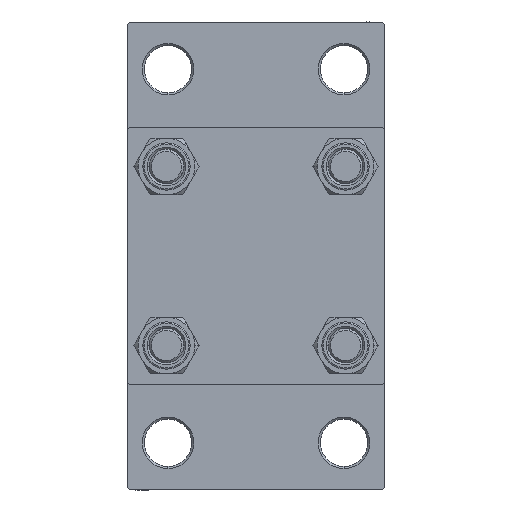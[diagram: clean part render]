
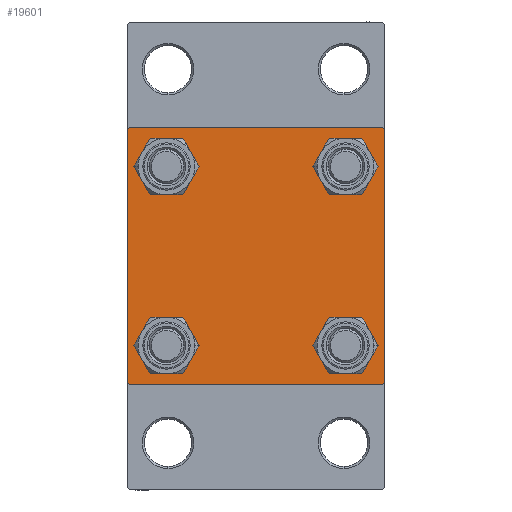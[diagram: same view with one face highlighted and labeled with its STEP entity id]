
A CAD part, left-side view. The second image highlights one B-rep face of the part: STEP entity #19601.
In plain terms, the highlighted planar face has unit normal (-1, 0, 0).
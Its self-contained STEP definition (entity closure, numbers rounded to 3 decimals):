
#302 = DIRECTION ( 'NONE',  ( 0., 0., 1. ) ) ;
#800 = FACE_OUTER_BOUND ( 'NONE', #38630, .T. ) ;
#946 = EDGE_LOOP ( 'NONE', ( #3451, #44840 ) ) ;
#1113 = AXIS2_PLACEMENT_3D ( 'NONE', #8192, #15873, #4822 ) ;
#1302 = EDGE_LOOP ( 'NONE', ( #46108, #21548 ) ) ;
#1766 = ORIENTED_EDGE ( 'NONE', *, *, #17059, .T. ) ;
#1843 = AXIS2_PLACEMENT_3D ( 'NONE', #36341, #10216, #35858 ) ;
#1980 = CARTESIAN_POINT ( 'NONE',  ( 0., 20.85, -25.35 ) ) ;
#2820 = CARTESIAN_POINT ( 'NONE',  ( 0., -20.85, 16.35 ) ) ;
#3451 = ORIENTED_EDGE ( 'NONE', *, *, #35882, .T. ) ;
#3703 = DIRECTION ( 'NONE',  ( 0., 0., 1. ) ) ;
#3942 = FACE_BOUND ( 'NONE', #18145, .T. ) ;
#4221 = EDGE_CURVE ( 'NONE', #24569, #29163, #37439, .T. ) ;
#4822 = DIRECTION ( 'NONE',  ( 0., 0., 1. ) ) ;
#4894 = CARTESIAN_POINT ( 'NONE',  ( 0., 20.85, -20.85 ) ) ;
#5044 = VERTEX_POINT ( 'NONE', #1980 ) ;
#5199 = AXIS2_PLACEMENT_3D ( 'NONE', #15113, #26124, #22529 ) ;
#6043 = DIRECTION ( 'NONE',  ( 0., 0., -1. ) ) ;
#7160 = CARTESIAN_POINT ( 'NONE',  ( 0., -29.75, -29.75 ) ) ;
#7285 = CARTESIAN_POINT ( 'NONE',  ( 0., -20.85, 20.85 ) ) ;
#8018 = DIRECTION ( 'NONE',  ( -1., 0., 0. ) ) ;
#8192 = CARTESIAN_POINT ( 'NONE',  ( 0., 20.85, -20.85 ) ) ;
#8275 = ORIENTED_EDGE ( 'NONE', *, *, #9668, .T. ) ;
#8453 = DIRECTION ( 'NONE',  ( 0., 0.707, -0.707 ) ) ;
#8922 = DIRECTION ( 'NONE',  ( 0., -0.707, -0.707 ) ) ;
#9668 = EDGE_CURVE ( 'NONE', #22031, #24569, #12548, .T. ) ;
#9774 = DIRECTION ( 'NONE',  ( 0., 0.707, 0.707 ) ) ;
#10216 = DIRECTION ( 'NONE',  ( 1., 0., 0. ) ) ;
#10910 = FACE_BOUND ( 'NONE', #946, .T. ) ;
#10926 = CARTESIAN_POINT ( 'NONE',  ( 0., 20.85, 16.35 ) ) ;
#10971 = CARTESIAN_POINT ( 'NONE',  ( 0., -20.85, 25.35 ) ) ;
#11656 = ORIENTED_EDGE ( 'NONE', *, *, #18083, .T. ) ;
#11900 = CARTESIAN_POINT ( 'NONE',  ( 0., 29.5, -30. ) ) ;
#12519 = CARTESIAN_POINT ( 'NONE',  ( 0., 29.75, -29.75 ) ) ;
#12528 = CARTESIAN_POINT ( 'NONE',  ( 0., -20.85, 20.85 ) ) ;
#12532 = VECTOR ( 'NONE', #8453, 1000. ) ;
#12548 = LINE ( 'NONE', #24257, #19197 ) ;
#12606 = CIRCLE ( 'NONE', #1113, 4.5 ) ;
#13297 = CARTESIAN_POINT ( 'NONE',  ( 0., -30., 29.5 ) ) ;
#14074 = CARTESIAN_POINT ( 'NONE',  ( 0., -29.75, 29.75 ) ) ;
#14125 = VECTOR ( 'NONE', #9774, 1000. ) ;
#14601 = EDGE_CURVE ( 'NONE', #42408, #37174, #36686, .T. ) ;
#14821 = CARTESIAN_POINT ( 'NONE',  ( 0., -29.5, -30. ) ) ;
#15113 = CARTESIAN_POINT ( 'NONE',  ( 0., 20.85, 20.85 ) ) ;
#15827 = EDGE_CURVE ( 'NONE', #42408, #22031, #26420, .T. ) ;
#15859 = EDGE_CURVE ( 'NONE', #35459, #34703, #32433, .T. ) ;
#15867 = CARTESIAN_POINT ( 'NONE',  ( 0., 30., -30. ) ) ;
#15873 = DIRECTION ( 'NONE',  ( 1., 0., 0. ) ) ;
#16361 = EDGE_CURVE ( 'NONE', #45992, #46537, #42885, .T. ) ;
#16665 = EDGE_CURVE ( 'NONE', #34408, #30982, #43971, .T. ) ;
#17059 = EDGE_CURVE ( 'NONE', #34703, #35459, #32469, .T. ) ;
#17739 = CARTESIAN_POINT ( 'NONE',  ( 0., 20.85, -16.35 ) ) ;
#17975 = LINE ( 'NONE', #36183, #24076 ) ;
#18083 = EDGE_CURVE ( 'NONE', #45754, #37174, #42607, .T. ) ;
#18145 = EDGE_LOOP ( 'NONE', ( #1766, #37303 ) ) ;
#18573 = FACE_BOUND ( 'NONE', #1302, .T. ) ;
#19111 = EDGE_CURVE ( 'NONE', #29163, #45992, #34307, .T. ) ;
#19197 = VECTOR ( 'NONE', #6043, 1000. ) ;
#19601 = ADVANCED_FACE ( 'NONE', ( #3942, #18573, #10910, #44222, #800 ), #33431, .T. ) ;
#21043 = AXIS2_PLACEMENT_3D ( 'NONE', #25509, #8018, #3703 ) ;
#21089 = EDGE_CURVE ( 'NONE', #45754, #46537, #17975, .T. ) ;
#21461 = CARTESIAN_POINT ( 'NONE',  ( 0., -20.85, -25.35 ) ) ;
#21548 = ORIENTED_EDGE ( 'NONE', *, *, #41945, .T. ) ;
#22031 = VERTEX_POINT ( 'NONE', #29287 ) ;
#22221 = VECTOR ( 'NONE', #8922, 1000. ) ;
#22419 = ORIENTED_EDGE ( 'NONE', *, *, #21089, .F. ) ;
#22529 = DIRECTION ( 'NONE',  ( 0., 0., 1. ) ) ;
#23493 = CARTESIAN_POINT ( 'NONE',  ( 0., 20.85, 25.35 ) ) ;
#23712 = ORIENTED_EDGE ( 'NONE', *, *, #15827, .T. ) ;
#23861 = ORIENTED_EDGE ( 'NONE', *, *, #14601, .F. ) ;
#24015 = VECTOR ( 'NONE', #45340, 1000. ) ;
#24076 = VECTOR ( 'NONE', #43132, 1000. ) ;
#24152 = CIRCLE ( 'NONE', #31038, 4.5 ) ;
#24257 = CARTESIAN_POINT ( 'NONE',  ( 0., 30., 30. ) ) ;
#24569 = VERTEX_POINT ( 'NONE', #27035 ) ;
#25127 = DIRECTION ( 'NONE',  ( 1., 0., 0. ) ) ;
#25206 = ORIENTED_EDGE ( 'NONE', *, *, #41407, .T. ) ;
#25509 = CARTESIAN_POINT ( 'NONE',  ( 0., 0., 0. ) ) ;
#25891 = DIRECTION ( 'NONE',  ( 0., -1., 0. ) ) ;
#26021 = EDGE_LOOP ( 'NONE', ( #45078, #25206 ) ) ;
#26124 = DIRECTION ( 'NONE',  ( 1., 0., 0. ) ) ;
#26173 = EDGE_CURVE ( 'NONE', #43290, #41864, #44228, .T. ) ;
#26420 = LINE ( 'NONE', #33626, #12532 ) ;
#27035 = CARTESIAN_POINT ( 'NONE',  ( 0., 30., -29.5 ) ) ;
#27091 = AXIS2_PLACEMENT_3D ( 'NONE', #7285, #29570, #302 ) ;
#28130 = AXIS2_PLACEMENT_3D ( 'NONE', #40396, #32977, #29614 ) ;
#28480 = CARTESIAN_POINT ( 'NONE',  ( 0., 29.5, 30. ) ) ;
#29163 = VERTEX_POINT ( 'NONE', #11900 ) ;
#29287 = CARTESIAN_POINT ( 'NONE',  ( 0., 30., 29.5 ) ) ;
#29307 = CARTESIAN_POINT ( 'NONE',  ( 0., -20.85, -16.35 ) ) ;
#29570 = DIRECTION ( 'NONE',  ( 1., 0., 0. ) ) ;
#29614 = DIRECTION ( 'NONE',  ( 0., 0., 1. ) ) ;
#30551 = DIRECTION ( 'NONE',  ( 1., 0., 0. ) ) ;
#30630 = EDGE_CURVE ( 'NONE', #5044, #39563, #12606, .T. ) ;
#30982 = VERTEX_POINT ( 'NONE', #21461 ) ;
#31038 = AXIS2_PLACEMENT_3D ( 'NONE', #4894, #30551, #44940 ) ;
#32433 = CIRCLE ( 'NONE', #33977, 4.5 ) ;
#32469 = CIRCLE ( 'NONE', #27091, 4.5 ) ;
#32858 = CARTESIAN_POINT ( 'NONE',  ( 0., 30., 30. ) ) ;
#32977 = DIRECTION ( 'NONE',  ( 1., 0., 0. ) ) ;
#33194 = VECTOR ( 'NONE', #39746, 1000. ) ;
#33431 = PLANE ( 'NONE',  #21043 ) ;
#33626 = CARTESIAN_POINT ( 'NONE',  ( 0., 29.75, 29.75 ) ) ;
#33977 = AXIS2_PLACEMENT_3D ( 'NONE', #12528, #40820, #45369 ) ;
#34307 = LINE ( 'NONE', #15867, #24015 ) ;
#34408 = VERTEX_POINT ( 'NONE', #29307 ) ;
#34703 = VERTEX_POINT ( 'NONE', #10971 ) ;
#35346 = ORIENTED_EDGE ( 'NONE', *, *, #19111, .T. ) ;
#35459 = VERTEX_POINT ( 'NONE', #2820 ) ;
#35737 = ORIENTED_EDGE ( 'NONE', *, *, #16361, .T. ) ;
#35858 = DIRECTION ( 'NONE',  ( 0., 0., 1. ) ) ;
#35882 = EDGE_CURVE ( 'NONE', #39563, #5044, #24152, .T. ) ;
#36183 = CARTESIAN_POINT ( 'NONE',  ( 0., -30., 30. ) ) ;
#36205 = VECTOR ( 'NONE', #25891, 1000. ) ;
#36279 = CARTESIAN_POINT ( 'NONE',  ( 0., -30., -29.5 ) ) ;
#36341 = CARTESIAN_POINT ( 'NONE',  ( 0., -20.85, -20.85 ) ) ;
#36686 = LINE ( 'NONE', #32858, #36205 ) ;
#37174 = VERTEX_POINT ( 'NONE', #39566 ) ;
#37303 = ORIENTED_EDGE ( 'NONE', *, *, #15859, .T. ) ;
#37439 = LINE ( 'NONE', #12519, #22221 ) ;
#38630 = EDGE_LOOP ( 'NONE', ( #8275, #40389, #35346, #35737, #22419, #11656, #23861, #23712 ) ) ;
#38811 = CARTESIAN_POINT ( 'NONE',  ( 0., 20.85, 20.85 ) ) ;
#39563 = VERTEX_POINT ( 'NONE', #17739 ) ;
#39566 = CARTESIAN_POINT ( 'NONE',  ( 0., -29.5, 30. ) ) ;
#39746 = DIRECTION ( 'NONE',  ( 0., -0.707, 0.707 ) ) ;
#40385 = AXIS2_PLACEMENT_3D ( 'NONE', #38811, #25127, #46727 ) ;
#40389 = ORIENTED_EDGE ( 'NONE', *, *, #4221, .T. ) ;
#40396 = CARTESIAN_POINT ( 'NONE',  ( 0., -20.85, -20.85 ) ) ;
#40400 = CIRCLE ( 'NONE', #28130, 4.5 ) ;
#40820 = DIRECTION ( 'NONE',  ( 1., 0., 0. ) ) ;
#41407 = EDGE_CURVE ( 'NONE', #41864, #43290, #43444, .T. ) ;
#41864 = VERTEX_POINT ( 'NONE', #10926 ) ;
#41945 = EDGE_CURVE ( 'NONE', #30982, #34408, #40400, .T. ) ;
#42408 = VERTEX_POINT ( 'NONE', #28480 ) ;
#42607 = LINE ( 'NONE', #14074, #14125 ) ;
#42885 = LINE ( 'NONE', #7160, #33194 ) ;
#43132 = DIRECTION ( 'NONE',  ( 0., 0., -1. ) ) ;
#43290 = VERTEX_POINT ( 'NONE', #23493 ) ;
#43444 = CIRCLE ( 'NONE', #5199, 4.5 ) ;
#43971 = CIRCLE ( 'NONE', #1843, 4.5 ) ;
#44222 = FACE_BOUND ( 'NONE', #26021, .T. ) ;
#44228 = CIRCLE ( 'NONE', #40385, 4.5 ) ;
#44840 = ORIENTED_EDGE ( 'NONE', *, *, #30630, .T. ) ;
#44940 = DIRECTION ( 'NONE',  ( 0., 0., 1. ) ) ;
#45078 = ORIENTED_EDGE ( 'NONE', *, *, #26173, .T. ) ;
#45340 = DIRECTION ( 'NONE',  ( 0., -1., 0. ) ) ;
#45369 = DIRECTION ( 'NONE',  ( 0., 0., 1. ) ) ;
#45754 = VERTEX_POINT ( 'NONE', #13297 ) ;
#45992 = VERTEX_POINT ( 'NONE', #14821 ) ;
#46108 = ORIENTED_EDGE ( 'NONE', *, *, #16665, .T. ) ;
#46537 = VERTEX_POINT ( 'NONE', #36279 ) ;
#46727 = DIRECTION ( 'NONE',  ( 0., 0., 1. ) ) ;
